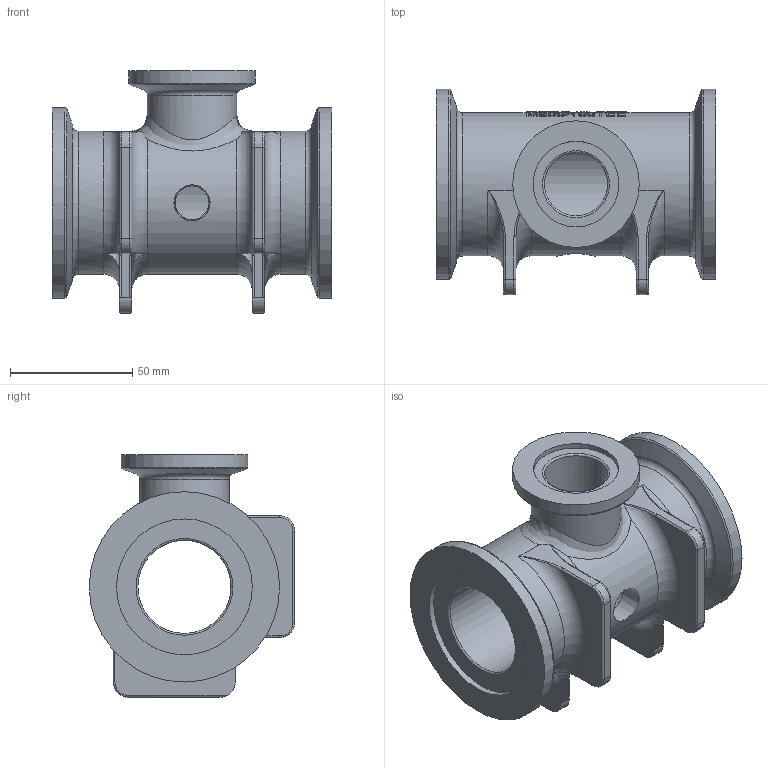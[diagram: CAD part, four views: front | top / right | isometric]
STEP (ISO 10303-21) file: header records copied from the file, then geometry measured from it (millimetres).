
FILE_DESCRIPTION(/* description */ ('M200100TEE w/ 3/8" FPT Hole'),/* implementation_level */ '2;1');
FILE_NAME(/* name */ 'M200100TEEC1.stp',/* time_stamp */ '2016-12-02T16:19:40-05:00',/* author */ ('areid'),/* organization */ (''),/* preprocessor_version */ 'ST-DEVELOPER v16.5',/* originating_system */ 'Autodesk Inventor 2017',/* authorisation */ '');
FILE_SCHEMA (('AUTOMOTIVE_DESIGN { 1 0 10303 214 3 1 1 }'));
Length unit declared in the file: inch
Products named in the file (2): M200100TEEC1; M200100TEE
Assembly tree (1 placements, depth 2):
  M200100TEEC1
    M200100TEE
Bounding box: 114.3 x 84.2 x 99.31 mm (x, y, z)
Volume: 241154.1 mm3; surface area: 61047.5 mm2
Topology: 1 solids, 1 shells, 436 faces, 1160 edges, 759 vertices
Faces by surface type: plane 203, bspline 119, cylinder 81, torus 29, cone 4
Full cylindrical faces by diameter (mm): 13.894 x1, 25.908 x1, 35.052 x1, 36.576 x1, 38.1 x1, 51.816 x1, 55.626 x2, 58.674 x1, 77.978 x2
Entity records: 16059 total; most frequent: CARTESIAN_POINT 6154, ORIENTED_EDGE 2172, DIRECTION 1752, EDGE_CURVE 1086, VERTEX_POINT 725, AXIS2_PLACEMENT_3D 620, LINE 512, VECTOR 512
